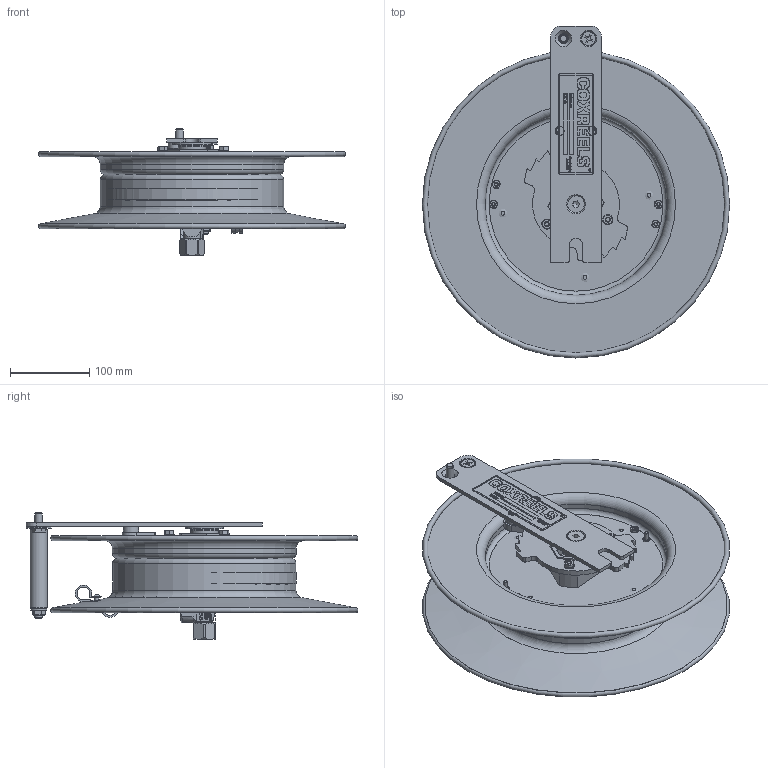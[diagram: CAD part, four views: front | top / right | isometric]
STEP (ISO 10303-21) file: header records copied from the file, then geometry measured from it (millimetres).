
FILE_DESCRIPTION(/* description */ (''),/* implementation_level */ '2;1');
FILE_NAME(/* name */ 'SR15L-L325_SHARED.stp',/* time_stamp */ '2020-04-16T11:07:13-07:00',/* author */ ('NMelton'),/* organization */ (''),/* preprocessor_version */ 'ST-DEVELOPER v17',/* originating_system */ 'Autodesk Inventor 2019',/* authorisation */ '');
FILE_SCHEMA (('AUTOMOTIVE_DESIGN { 1 0 10303 214 3 1 1 }'));
Products named in the file (1): SR15L-L325_SHARED
Bounding box: 387.35 x 418.37 x 159.64 mm (x, y, z)
Surface area: 745951.2 mm2 (no closed solid volume)
Topology: 0 solids, 128 shells, 2204 faces, 8772 edges, 6395 vertices
Faces by surface type: plane 1030, cylinder 555, bspline 422, cone 154, torus 29, sphere 14
Full cylindrical faces by diameter (mm): 2.159 x2, 2.54 x1, 3.048 x1, 3.683 x1, 3.962 x3, 4.826 x6, 5.08 x3, 5.182 x1, 5.588 x1, 8.89 x1, 9.525 x3, 10.312 x1, 12.548 x2, 12.7 x1, 12.859 x1, 14.224 x1, 14.859 x1, 17.882 x1, 18.034 x1, 19.05 x4, 19.304 x1, 20.574 x2, 20.625 x4, 21.133 x1, 21.336 x1, 31.75 x2, 33.274 x1, 34.925 x1, 35.052 x1, 39.624 x1
Entity records: 102115 total; most frequent: CARTESIAN_POINT 32356, ORIENTED_EDGE 13209, DIRECTION 12195, EDGE_CURVE 8759, VERTEX_POINT 6395, LINE 5019, VECTOR 5019, AXIS2_PLACEMENT_3D 3588
